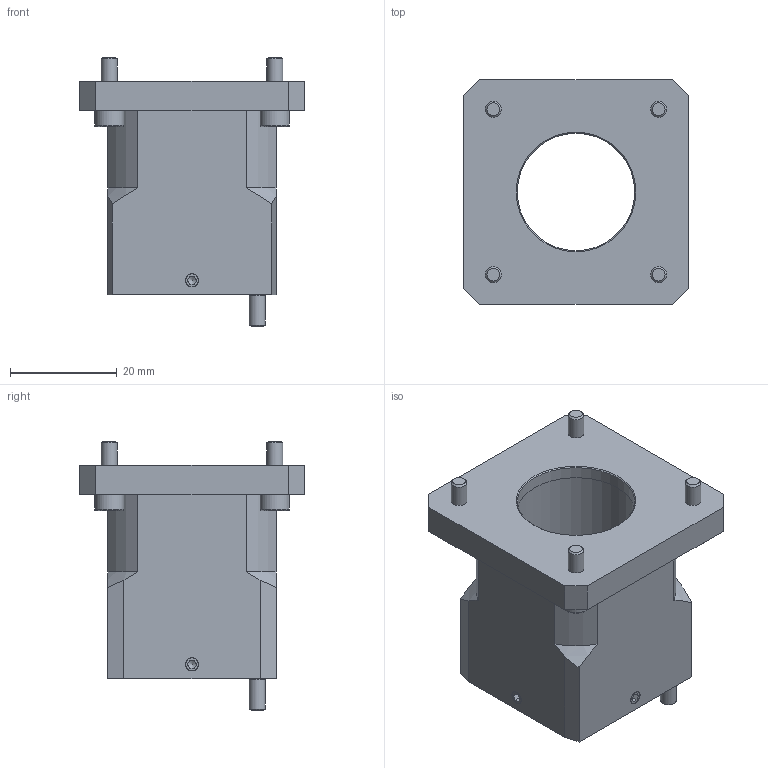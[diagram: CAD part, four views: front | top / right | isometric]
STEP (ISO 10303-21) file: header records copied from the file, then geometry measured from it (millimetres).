
FILE_DESCRIPTION(/* description */ (''),/* implementation_level */ '2;1');
FILE_NAME(/* name */ 'CAD_108258.stp',/* time_stamp */ '2021-01-19T10:20:12+01:00',/* author */ ('Hypex'),/* organization */ ('Hypex'),/* preprocessor_version */ 'ST-DEVELOPER v18',/* originating_system */ 'Autodesk Inventor 2020',/* authorisation */ '');
FILE_SCHEMA (('AUTOMOTIVE_DESIGN { 1 0 10303 214 3 1 1 }'));
Length unit declared in the file: millimetre
Products named in the file (1): CAD_108258
Bounding box: 42 x 42 x 50.5 mm (x, y, z)
Volume: 26364.5 mm3; surface area: 11285.9 mm2
Topology: 1 solids, 2 shells, 153 faces, 418 edges, 287 vertices
Faces by surface type: plane 93, cone 29, cylinder 25, torus 6
Full cylindrical faces by diameter (mm): 2.459 x8, 3 x5, 5.5 x5, 22 x1, 23 x1, 25 x1
Entity records: 5114 total; most frequent: CARTESIAN_POINT 1128, ORIENTED_EDGE 816, DIRECTION 757, EDGE_CURVE 408, VERTEX_POINT 287, AXIS2_PLACEMENT_3D 275, LINE 207, VECTOR 207
